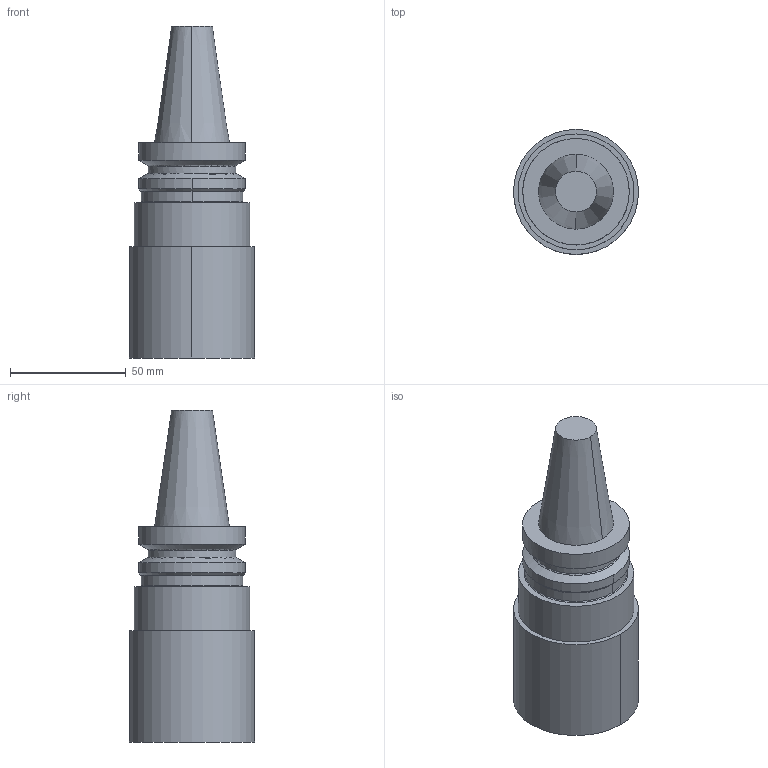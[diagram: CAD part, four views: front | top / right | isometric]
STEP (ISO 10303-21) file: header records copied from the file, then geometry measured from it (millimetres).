
FILE_DESCRIPTION(/* description */ (''),/* implementation_level */ '2;1');
FILE_NAME(/* name */ 'BT.30A-QTCC.M5.M22.stp',/* time_stamp */ '2024-07-07T21:16:20+02:00',/* author */ (''),/* organization */ (''),/* preprocessor_version */ 'ST-DEVELOPER v16.7',/* originating_system */ 'SIEMENS PLM Software NX 12.0',/* authorisation */ '');
FILE_SCHEMA (('AUTOMOTIVE_DESIGN { 1 0 10303 214 3 1 1 1 }'));
Length unit declared in the file: millimetre
Products named in the file (1): pf661FBC17438ybs
Bounding box: 54 x 54 x 143.4 mm (x, y, z)
Volume: 212011.7 mm3; surface area: 23487.5 mm2
Topology: 1 solids, 1 shells, 26 faces, 57 edges, 36 vertices
Faces by surface type: cylinder 9, cone 6, torus 6, plane 5
Full cylindrical faces by diameter (mm): 38 x1, 46 x1, 50 x1
Entity records: 737 total; most frequent: DIRECTION 142, CARTESIAN_POINT 112, ORIENTED_EDGE 96, AXIS2_PLACEMENT_3D 64, EDGE_CURVE 48, EDGE_LOOP 36, VERTEX_POINT 34, CIRCLE 34
